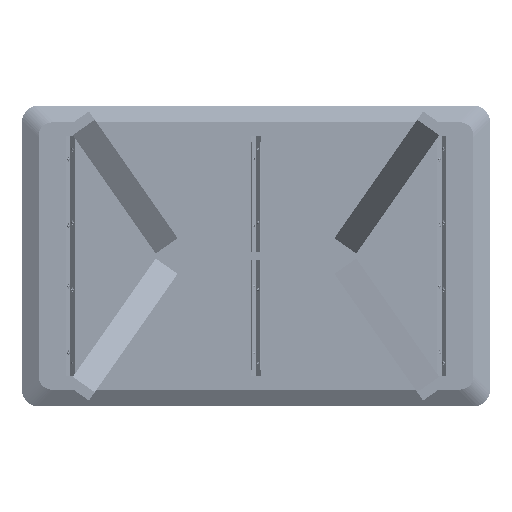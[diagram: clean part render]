
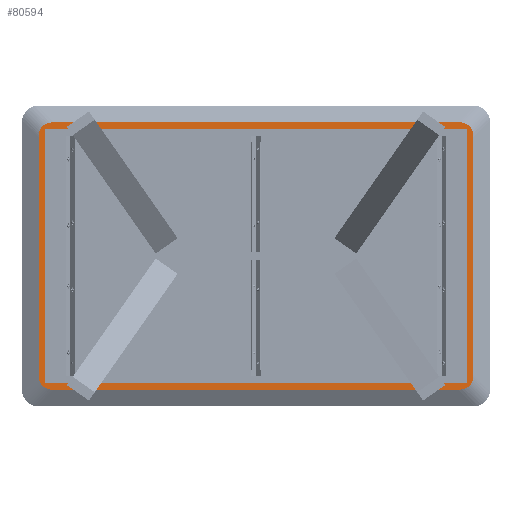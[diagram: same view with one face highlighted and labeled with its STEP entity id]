
A CAD part, front view. The second image highlights one B-rep face of the part: STEP entity #80594.
In plain terms, the highlighted planar face has unit normal (0, -1, 0).
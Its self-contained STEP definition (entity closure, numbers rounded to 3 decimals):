
#1540 = VECTOR ( 'NONE', #18437, 1000. ) ;
#2614 = DIRECTION ( 'NONE',  ( 1., 0., 0. ) ) ;
#2769 = VERTEX_POINT ( 'NONE', #38183 ) ;
#2965 = VERTEX_POINT ( 'NONE', #116815 ) ;
#2987 = VERTEX_POINT ( 'NONE', #134659 ) ;
#3100 = DIRECTION ( 'NONE',  ( -1., 0., 0. ) ) ;
#5354 = DIRECTION ( 'NONE',  ( 0., 0., 1. ) ) ;
#5780 = VECTOR ( 'NONE', #3100, 1000. ) ;
#8643 = VERTEX_POINT ( 'NONE', #37447 ) ;
#9616 =( BOUNDED_CURVE ( )  B_SPLINE_CURVE ( 3, ( #44053, #46083, #118660, #22877 ),
 .UNSPECIFIED., .F., .F. ) 
 B_SPLINE_CURVE_WITH_KNOTS ( ( 4, 4 ),
 ( 2.769, 3.514 ),
 .UNSPECIFIED. ) 
 CURVE ( )  GEOMETRIC_REPRESENTATION_ITEM ( )  RATIONAL_B_SPLINE_CURVE ( ( 1., 0.954, 0.954, 1. ) ) 
 REPRESENTATION_ITEM ( '' )  );
#9959 = EDGE_CURVE ( 'NONE', #96842, #2987, #71283, .T. ) ;
#13446 = DIRECTION ( 'NONE',  ( 0., 0., 1. ) ) ;
#13842 = CARTESIAN_POINT ( 'NONE',  ( -522.438, 32.9, -472.698 ) ) ;
#14131 = DIRECTION ( 'NONE',  ( 1., 0., 0. ) ) ;
#14447 = EDGE_CURVE ( 'NONE', #8643, #45558, #79104, .T. ) ;
#14476 = EDGE_CURVE ( 'NONE', #105788, #8643, #16154, .T. ) ;
#16143 = VECTOR ( 'NONE', #119912, 1000. ) ;
#16154 = LINE ( 'NONE', #34702, #74663 ) ;
#17130 = CARTESIAN_POINT ( 'NONE',  ( 742.197, 32.9, 307.302 ) ) ;
#17291 = VECTOR ( 'NONE', #117807, 1000. ) ;
#18437 = DIRECTION ( 'NONE',  ( -1., 0., 0. ) ) ;
#18726 = CARTESIAN_POINT ( 'NONE',  ( -542.438, 32.9, -477.333 ) ) ;
#19934 = CARTESIAN_POINT ( 'NONE',  ( -542.438, 32.9, -542.698 ) ) ;
#22252 = VERTEX_POINT ( 'NONE', #128799 ) ;
#22877 = CARTESIAN_POINT ( 'NONE',  ( 757.562, 32.9, -448.709 ) ) ;
#26085 = CARTESIAN_POINT ( 'NONE',  ( 757.562, 32.9, 291.937 ) ) ;
#26622 = ORIENTED_EDGE ( 'NONE', *, *, #106416, .T. ) ;
#32970 = ORIENTED_EDGE ( 'NONE', *, *, #14476, .F. ) ;
#33068 = ORIENTED_EDGE ( 'NONE', *, *, #87156, .T. ) ;
#34702 = CARTESIAN_POINT ( 'NONE',  ( 737.562, 32.9, -472.698 ) ) ;
#37447 = CARTESIAN_POINT ( 'NONE',  ( 737.562, 32.9, -472.698 ) ) ;
#38183 = CARTESIAN_POINT ( 'NONE',  ( 713.572, 32.9, -492.698 ) ) ;
#42276 = VERTEX_POINT ( 'NONE', #135440 ) ;
#44053 = CARTESIAN_POINT ( 'NONE',  ( 713.572, 32.9, -492.698 ) ) ;
#44400 = EDGE_CURVE ( 'NONE', #42276, #74817, #49124, .T. ) ;
#45068 = EDGE_LOOP ( 'NONE', ( #78487, #59844, #132041, #32970 ) ) ;
#45558 = VERTEX_POINT ( 'NONE', #107547 ) ;
#45738 = CARTESIAN_POINT ( 'NONE',  ( 107.562, 32.9, -92.698 ) ) ;
#46083 = CARTESIAN_POINT ( 'NONE',  ( 742.197, 32.9, -492.698 ) ) ;
#46646 = LINE ( 'NONE', #56271, #16143 ) ;
#48732 = CARTESIAN_POINT ( 'NONE',  ( -542.438, 32.9, 263.312 ) ) ;
#49124 =( BOUNDED_CURVE ( )  B_SPLINE_CURVE ( 3, ( #120490, #26085, #17130, #100607 ),
 .UNSPECIFIED., .F., .F. ) 
 B_SPLINE_CURVE_WITH_KNOTS ( ( 4, 4 ),
 ( 5.911, 6.656 ),
 .UNSPECIFIED. ) 
 CURVE ( )  GEOMETRIC_REPRESENTATION_ITEM ( )  RATIONAL_B_SPLINE_CURVE ( ( 1., 0.954, 0.954, 1. ) ) 
 REPRESENTATION_ITEM ( '' )  );
#50437 = ORIENTED_EDGE ( 'NONE', *, *, #134492, .T. ) ;
#50849 = CARTESIAN_POINT ( 'NONE',  ( -527.073, 32.9, -492.698 ) ) ;
#51183 = EDGE_LOOP ( 'NONE', ( #107048, #84191, #72332, #33068, #52932, #74134, #50437, #26622 ) ) ;
#52932 = ORIENTED_EDGE ( 'NONE', *, *, #116982, .T. ) ;
#56271 = CARTESIAN_POINT ( 'NONE',  ( -522.438, 32.9, -450.698 ) ) ;
#56555 = CARTESIAN_POINT ( 'NONE',  ( 737.562, 32.9, 287.302 ) ) ;
#59844 = ORIENTED_EDGE ( 'NONE', *, *, #70071, .F. ) ;
#60353 = VECTOR ( 'NONE', #2614, 1000. ) ;
#60762 =( BOUNDED_CURVE ( )  B_SPLINE_CURVE ( 3, ( #125637, #114706, #74292, #63353 ),
 .UNSPECIFIED., .F., .F. ) 
 B_SPLINE_CURVE_WITH_KNOTS ( ( 4, 4 ),
 ( 5.911, 6.656 ),
 .UNSPECIFIED. ) 
 CURVE ( )  GEOMETRIC_REPRESENTATION_ITEM ( )  RATIONAL_B_SPLINE_CURVE ( ( 1., 0.954, 0.954, 1. ) ) 
 REPRESENTATION_ITEM ( '' )  );
#63353 = CARTESIAN_POINT ( 'NONE',  ( -542.438, 32.9, 263.312 ) ) ;
#65128 = CARTESIAN_POINT ( 'NONE',  ( 757.562, 32.9, -92.698 ) ) ;
#65615 = LINE ( 'NONE', #95724, #60353 ) ;
#65804 = VERTEX_POINT ( 'NONE', #113878 ) ;
#66987 = DIRECTION ( 'NONE',  ( 0., 1., 0. ) ) ;
#67559 = VECTOR ( 'NONE', #113036, 1000. ) ;
#70071 = EDGE_CURVE ( 'NONE', #45558, #22252, #134075, .T. ) ;
#70732 = CARTESIAN_POINT ( 'NONE',  ( -542.438, 32.9, -448.709 ) ) ;
#71283 = LINE ( 'NONE', #19934, #67559 ) ;
#72332 = ORIENTED_EDGE ( 'NONE', *, *, #129219, .T. ) ;
#73718 = AXIS2_PLACEMENT_3D ( 'NONE', #45738, #66987, #5354 ) ;
#74134 = ORIENTED_EDGE ( 'NONE', *, *, #44400, .T. ) ;
#74292 = CARTESIAN_POINT ( 'NONE',  ( -542.438, 32.9, 291.937 ) ) ;
#74663 = VECTOR ( 'NONE', #14131, 1000. ) ;
#74817 = VERTEX_POINT ( 'NONE', #90310 ) ;
#78487 = ORIENTED_EDGE ( 'NONE', *, *, #98126, .F. ) ;
#79104 = LINE ( 'NONE', #56555, #116183 ) ;
#80594 = ADVANCED_FACE ( 'NONE', ( #118986, #129229 ), #97766, .F. ) ;
#83683 = CARTESIAN_POINT ( 'NONE',  ( -498.449, 32.9, -492.698 ) ) ;
#84191 = ORIENTED_EDGE ( 'NONE', *, *, #126863, .T. ) ;
#87156 = EDGE_CURVE ( 'NONE', #2769, #129365, #9616, .T. ) ;
#88148 = CARTESIAN_POINT ( 'NONE',  ( 757.562, 32.9, -448.709 ) ) ;
#90310 = CARTESIAN_POINT ( 'NONE',  ( 713.572, 32.9, 307.302 ) ) ;
#95724 = CARTESIAN_POINT ( 'NONE',  ( 107.562, 32.9, -492.698 ) ) ;
#96568 = LINE ( 'NONE', #65128, #17291 ) ;
#96842 = VERTEX_POINT ( 'NONE', #48732 ) ;
#96873 = CARTESIAN_POINT ( 'NONE',  ( -592.438, 32.9, 307.302 ) ) ;
#97766 = PLANE ( 'NONE',  #73718 ) ;
#98126 = EDGE_CURVE ( 'NONE', #22252, #105788, #46646, .T. ) ;
#100607 = CARTESIAN_POINT ( 'NONE',  ( 713.572, 32.9, 307.302 ) ) ;
#105788 = VERTEX_POINT ( 'NONE', #13842 ) ;
#106416 = EDGE_CURVE ( 'NONE', #65804, #96842, #60762, .T. ) ;
#107048 = ORIENTED_EDGE ( 'NONE', *, *, #9959, .T. ) ;
#107547 = CARTESIAN_POINT ( 'NONE',  ( 737.562, 32.9, 287.302 ) ) ;
#112192 = CARTESIAN_POINT ( 'NONE',  ( -500.438, 32.9, 287.302 ) ) ;
#113036 = DIRECTION ( 'NONE',  ( 0., 0., -1. ) ) ;
#113878 = CARTESIAN_POINT ( 'NONE',  ( -498.449, 32.9, 307.302 ) ) ;
#114706 = CARTESIAN_POINT ( 'NONE',  ( -527.073, 32.9, 307.302 ) ) ;
#116183 = VECTOR ( 'NONE', #13446, 1000. ) ;
#116815 = CARTESIAN_POINT ( 'NONE',  ( -498.449, 32.9, -492.698 ) ) ;
#116982 = EDGE_CURVE ( 'NONE', #129365, #42276, #96568, .T. ) ;
#117436 = LINE ( 'NONE', #96873, #5780 ) ;
#117807 = DIRECTION ( 'NONE',  ( 0., 0., 1. ) ) ;
#118660 = CARTESIAN_POINT ( 'NONE',  ( 757.562, 32.9, -477.333 ) ) ;
#118986 = FACE_BOUND ( 'NONE', #45068, .T. ) ;
#119912 = DIRECTION ( 'NONE',  ( 0., 0., -1. ) ) ;
#120490 = CARTESIAN_POINT ( 'NONE',  ( 757.562, 32.9, 263.312 ) ) ;
#125637 = CARTESIAN_POINT ( 'NONE',  ( -498.449, 32.9, 307.302 ) ) ;
#126863 = EDGE_CURVE ( 'NONE', #2987, #2965, #135496, .T. ) ;
#128799 = CARTESIAN_POINT ( 'NONE',  ( -522.438, 32.9, 287.302 ) ) ;
#129219 = EDGE_CURVE ( 'NONE', #2965, #2769, #65615, .T. ) ;
#129229 = FACE_OUTER_BOUND ( 'NONE', #51183, .T. ) ;
#129365 = VERTEX_POINT ( 'NONE', #88148 ) ;
#132041 = ORIENTED_EDGE ( 'NONE', *, *, #14447, .F. ) ;
#134075 = LINE ( 'NONE', #112192, #1540 ) ;
#134492 = EDGE_CURVE ( 'NONE', #74817, #65804, #117436, .T. ) ;
#134659 = CARTESIAN_POINT ( 'NONE',  ( -542.438, 32.9, -448.709 ) ) ;
#135440 = CARTESIAN_POINT ( 'NONE',  ( 757.562, 32.9, 263.312 ) ) ;
#135496 =( BOUNDED_CURVE ( )  B_SPLINE_CURVE ( 3, ( #70732, #18726, #50849, #83683 ),
 .UNSPECIFIED., .F., .F. ) 
 B_SPLINE_CURVE_WITH_KNOTS ( ( 4, 4 ),
 ( 2.769, 3.514 ),
 .UNSPECIFIED. ) 
 CURVE ( )  GEOMETRIC_REPRESENTATION_ITEM ( )  RATIONAL_B_SPLINE_CURVE ( ( 1., 0.954, 0.954, 1. ) ) 
 REPRESENTATION_ITEM ( '' )  );
